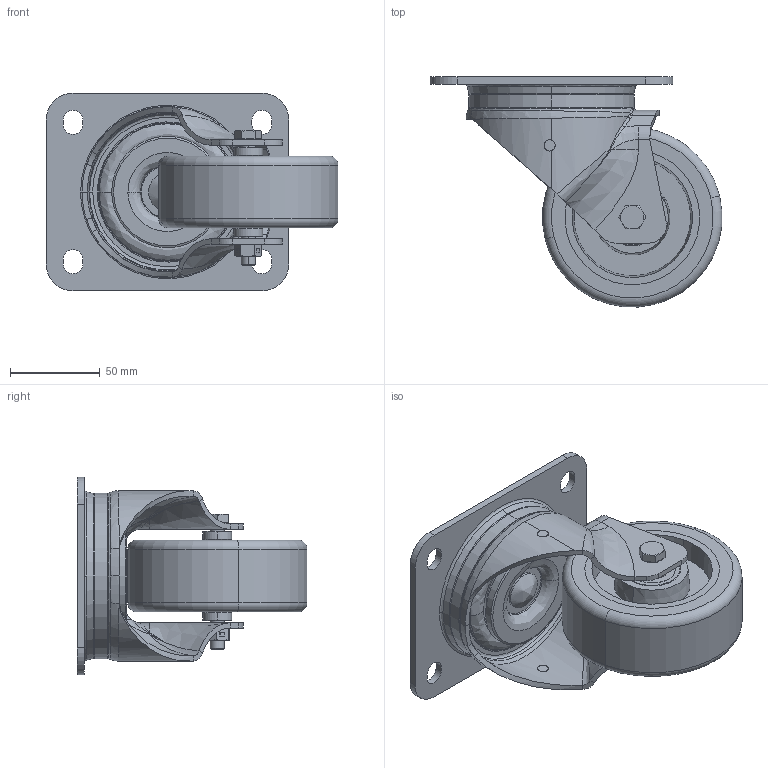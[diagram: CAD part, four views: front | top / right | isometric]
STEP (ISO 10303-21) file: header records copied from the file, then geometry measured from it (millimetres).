
FILE_DESCRIPTION (( 'STEP AP214' ), '1' );
FILE_NAME ('0044578_L-IK-EGA-100-K-3-GP.STEP', '2016-07-13T09:46:22', ( '' ), ( '' ), 'SwSTEP 2.0', 'SolidWorks 2016', '' );
FILE_SCHEMA (( 'AUTOMOTIVE_DESIGN' ));
Length unit declared in the file: millimetre
Products named in the file (1): 0044578_L-IK-EGA-100-K-3-GP
Bounding box: 162.39 x 127.89 x 110 mm (x, y, z)
Surface area: 143638.1 mm2 (no closed solid volume)
Topology: 0 solids, 23 shells, 469 faces, 1158 edges, 732 vertices
Faces by surface type: bspline 166, plane 103, cylinder 94, cone 92, torus 14
Entity records: 31705 total; most frequent: CARTESIAN_POINT 16494, ORIENTED_EDGE 2212, DIRECTION 1818, EDGE_CURVE 1156, AXIS2_PLACEMENT_3D 754, VERTEX_POINT 732, EDGE_LOOP 524, UNCERTAINTY_MEASURE_WITH_UNIT 475
